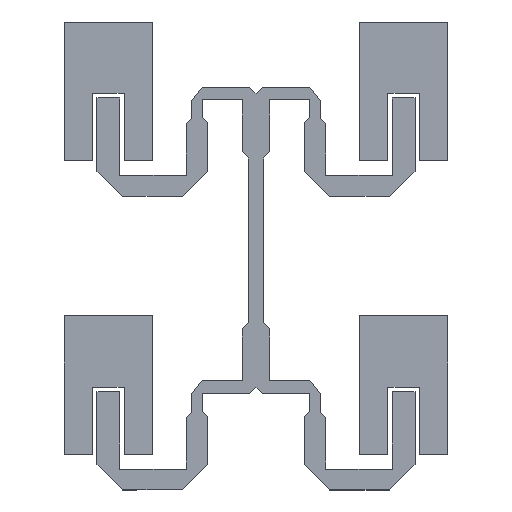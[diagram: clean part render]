
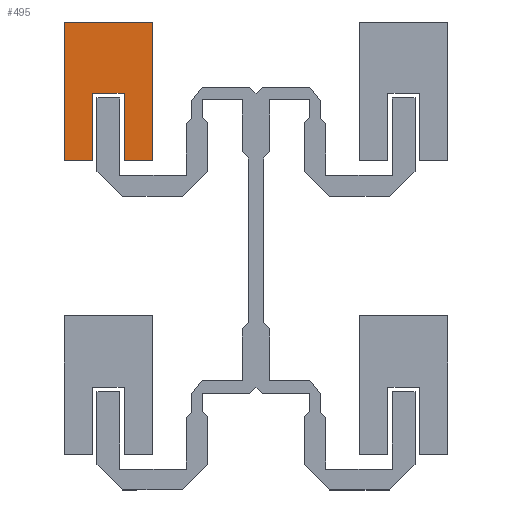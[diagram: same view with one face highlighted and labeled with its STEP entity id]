
A CAD part, top view. The second image highlights one B-rep face of the part: STEP entity #495.
In plain terms, the highlighted planar face has unit normal (0, 0, 1).
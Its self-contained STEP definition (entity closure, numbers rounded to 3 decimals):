
#86 = CARTESIAN_POINT ( 'NONE',  ( -56.854, 22.945, 0.018 ) ) ;
#237 = EDGE_CURVE ( 'NONE', #351, #3639, #1520, .T. ) ;
#276 = VECTOR ( 'NONE', #1459, 1000. ) ;
#279 = DIRECTION ( 'NONE',  ( 1., 0., 0. ) ) ;
#295 = EDGE_CURVE ( 'NONE', #2700, #1020, #3729, .T. ) ;
#351 = VERTEX_POINT ( 'NONE', #3332 ) ;
#468 = LINE ( 'NONE', #3805, #1074 ) ;
#495 = ADVANCED_FACE ( 'NONE', ( #1439 ), #1364, .F. ) ;
#538 = VERTEX_POINT ( 'NONE', #2078 ) ;
#663 = DIRECTION ( 'NONE',  ( 0., 0., -1. ) ) ;
#665 = CARTESIAN_POINT ( 'NONE',  ( -39.074, 42.926, 0.018 ) ) ;
#738 = VERTEX_POINT ( 'NONE', #795 ) ;
#766 = ORIENTED_EDGE ( 'NONE', *, *, #3162, .T. ) ;
#793 = LINE ( 'NONE', #3574, #3424 ) ;
#795 = CARTESIAN_POINT ( 'NONE',  ( -30.692, 22.945, 0.018 ) ) ;
#807 = DIRECTION ( 'NONE',  ( 0., -1., 0. ) ) ;
#886 = VECTOR ( 'NONE', #1896, 1000. ) ;
#1020 = VERTEX_POINT ( 'NONE', #86 ) ;
#1074 = VECTOR ( 'NONE', #1374, 1000. ) ;
#1135 = AXIS2_PLACEMENT_3D ( 'NONE', #1274, #663, #3425 ) ;
#1181 = CARTESIAN_POINT ( 'NONE',  ( -56.854, 22.945, 0.018 ) ) ;
#1183 = ORIENTED_EDGE ( 'NONE', *, *, #237, .T. ) ;
#1260 = CARTESIAN_POINT ( 'NONE',  ( -30.692, 64.093, 0.018 ) ) ;
#1274 = CARTESIAN_POINT ( 'NONE',  ( 0., 0., 0.018 ) ) ;
#1323 = LINE ( 'NONE', #3625, #3541 ) ;
#1364 = PLANE ( 'NONE',  #1135 ) ;
#1374 = DIRECTION ( 'NONE',  ( 0., 1., 0. ) ) ;
#1439 = FACE_OUTER_BOUND ( 'NONE', #2973, .T. ) ;
#1442 = CARTESIAN_POINT ( 'NONE',  ( -56.854, 64.093, 0.018 ) ) ;
#1459 = DIRECTION ( 'NONE',  ( 1., 0., 0. ) ) ;
#1489 = EDGE_CURVE ( 'NONE', #2725, #2700, #793, .T. ) ;
#1511 = EDGE_CURVE ( 'NONE', #1020, #538, #2050, .T. ) ;
#1520 = LINE ( 'NONE', #1653, #2163 ) ;
#1622 = EDGE_CURVE ( 'NONE', #2997, #738, #3014, .T. ) ;
#1653 = CARTESIAN_POINT ( 'NONE',  ( -48.472, 42.926, 0.018 ) ) ;
#1748 = EDGE_CURVE ( 'NONE', #738, #2725, #3571, .T. ) ;
#1857 = ORIENTED_EDGE ( 'NONE', *, *, #1748, .T. ) ;
#1896 = DIRECTION ( 'NONE',  ( 0., -1., 0. ) ) ;
#1957 = ORIENTED_EDGE ( 'NONE', *, *, #295, .T. ) ;
#2005 = CARTESIAN_POINT ( 'NONE',  ( -39.074, 22.945, 0.018 ) ) ;
#2049 = VECTOR ( 'NONE', #279, 1000. ) ;
#2050 = LINE ( 'NONE', #1181, #276 ) ;
#2078 = CARTESIAN_POINT ( 'NONE',  ( -48.472, 22.945, 0.018 ) ) ;
#2163 = VECTOR ( 'NONE', #3406, 1000. ) ;
#2305 = DIRECTION ( 'NONE',  ( -1., 0., 0. ) ) ;
#2350 = CARTESIAN_POINT ( 'NONE',  ( -30.692, 64.093, 0.018 ) ) ;
#2443 = ORIENTED_EDGE ( 'NONE', *, *, #1622, .T. ) ;
#2455 = VECTOR ( 'NONE', #3413, 1000. ) ;
#2655 = ORIENTED_EDGE ( 'NONE', *, *, #1511, .T. ) ;
#2700 = VERTEX_POINT ( 'NONE', #1442 ) ;
#2712 = EDGE_CURVE ( 'NONE', #3639, #2997, #1323, .T. ) ;
#2725 = VERTEX_POINT ( 'NONE', #2350 ) ;
#2973 = EDGE_LOOP ( 'NONE', ( #2443, #1857, #3215, #1957, #2655, #766, #1183, #3486 ) ) ;
#2997 = VERTEX_POINT ( 'NONE', #3333 ) ;
#3014 = LINE ( 'NONE', #2005, #2049 ) ;
#3162 = EDGE_CURVE ( 'NONE', #538, #351, #468, .T. ) ;
#3215 = ORIENTED_EDGE ( 'NONE', *, *, #1489, .T. ) ;
#3332 = CARTESIAN_POINT ( 'NONE',  ( -48.472, 42.926, 0.018 ) ) ;
#3333 = CARTESIAN_POINT ( 'NONE',  ( -39.074, 22.945, 0.018 ) ) ;
#3406 = DIRECTION ( 'NONE',  ( 1., 0., 0. ) ) ;
#3413 = DIRECTION ( 'NONE',  ( 0., 1., 0. ) ) ;
#3424 = VECTOR ( 'NONE', #2305, 1000. ) ;
#3425 = DIRECTION ( 'NONE',  ( -1., 0., 0. ) ) ;
#3476 = CARTESIAN_POINT ( 'NONE',  ( -56.854, 64.093, 0.018 ) ) ;
#3486 = ORIENTED_EDGE ( 'NONE', *, *, #2712, .T. ) ;
#3541 = VECTOR ( 'NONE', #807, 1000. ) ;
#3571 = LINE ( 'NONE', #1260, #2455 ) ;
#3574 = CARTESIAN_POINT ( 'NONE',  ( -56.854, 64.093, 0.018 ) ) ;
#3625 = CARTESIAN_POINT ( 'NONE',  ( -39.074, 22.945, 0.018 ) ) ;
#3639 = VERTEX_POINT ( 'NONE', #665 ) ;
#3729 = LINE ( 'NONE', #3476, #886 ) ;
#3805 = CARTESIAN_POINT ( 'NONE',  ( -48.472, 22.945, 0.018 ) ) ;
